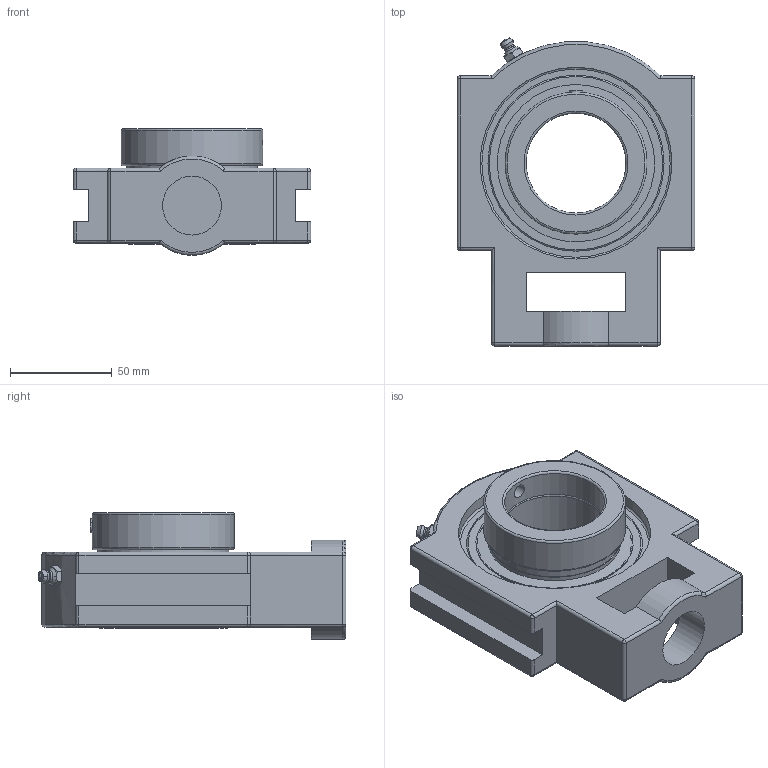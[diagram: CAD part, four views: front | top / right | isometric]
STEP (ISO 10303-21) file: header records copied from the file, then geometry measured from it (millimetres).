
FILE_DESCRIPTION(('HOOPS Exchange Step'),'2;1');
FILE_NAME('export-11EAD62D-239A-40A5-B7F8-62A37606F3F5.stp','2019-12-18T08:22:58-08:00',('ibuslach'),('Alibre'),'HOOPS Exchange 2019.2','Alibre','Unknown authorisation');
FILE_SCHEMA( ('AP242_MANAGED_MODEL_BASED_3D_ENGINEERING_MIM_LF {1 0 10303 442 1 1 4 }') );
Length unit declared in the file: centimetre
Products named in the file (8): MRN ST 210; UCP ZERK 6mm; SNC 210-31 COLLAR; SNC 210-31 RACES; SNC 210 SHIELD; SNC 207 SS; MRN SNC 210-31; MRN SNCT 210-31
Assembly tree (8 placements, depth 3):
  MRN SNCT 210-31
    MRN ST 210
    UCP ZERK 6mm
    MRN SNC 210-31
      SNC 210-31 COLLAR
      SNC 210-31 RACES
      SNC 210 SHIELD  x2
      SNC 207 SS
Bounding box: 117 x 151.68 x 62.39 mm (x, y, z)
Volume: 364281.3 mm3; surface area: 106882.4 mm2
Topology: 8 solids, 8 shells, 200 faces, 518 edges, 316 vertices
Faces by surface type: cylinder 73, plane 62, torus 22, sphere 21, cone 18, bspline 4
Full cylindrical faces by diameter (mm): 2.259 x2, 6 x2, 6.782 x3, 29 x1, 49.212 x2, 59.385 x2, 64.516 x4, 65.278 x2, 69.901 x1, 76.2 x2, 77.47 x2, 94.476 x2
Entity records: 8889 total; most frequent: CARTESIAN_POINT 3952, DIRECTION 1070, ORIENTED_EDGE 958, EDGE_CURVE 479, AXIS2_PLACEMENT_3D 436, VERTEX_POINT 302, CIRCLE 219, EDGE_LOOP 217
